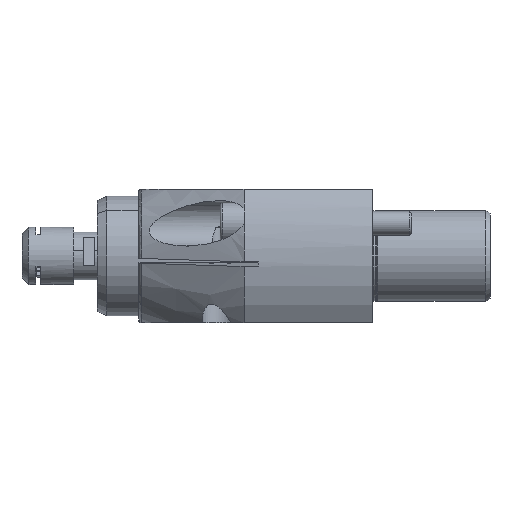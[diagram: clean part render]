
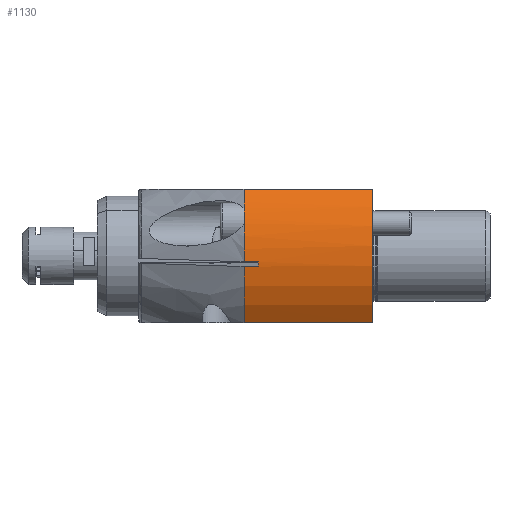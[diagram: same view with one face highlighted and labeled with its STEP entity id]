
A CAD part, front view. The second image highlights one B-rep face of the part: STEP entity #1130.
In plain terms, the highlighted cylindrical face has radius 24.5 mm (diameter 49 mm), a partial arc.
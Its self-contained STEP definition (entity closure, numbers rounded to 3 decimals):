
#208 = VERTEX_POINT ( 'NONE', #3307 ) ;
#242 = EDGE_CURVE ( 'NONE', #208, #280, #3517, .T. ) ;
#280 = VERTEX_POINT ( 'NONE', #3591 ) ;
#814 = VERTEX_POINT ( 'NONE', #4307 ) ;
#950 = EDGE_CURVE ( 'NONE', #814, #959, #4558, .T. ) ;
#959 = VERTEX_POINT ( 'NONE', #4566 ) ;
#1067 = ORIENTED_EDGE ( 'NONE', *, *, #1198, .T. ) ;
#1079 = ORIENTED_EDGE ( 'NONE', *, *, #1246, .T. ) ;
#1082 = VERTEX_POINT ( 'NONE', #4986 ) ;
#1086 = EDGE_CURVE ( 'NONE', #1082, #9992, #4909, .T. ) ;
#1090 = EDGE_CURVE ( 'NONE', #1237, #1188, #4965, .T. ) ;
#1096 = VERTEX_POINT ( 'NONE', #4978 ) ;
#1126 = ORIENTED_EDGE ( 'NONE', *, *, #1086, .T. ) ;
#1128 = ORIENTED_EDGE ( 'NONE', *, *, #1199, .F. ) ;
#1130 = ADVANCED_FACE ( 'NONE', ( #4958 ), #4957, .T. ) ;
#1134 = EDGE_CURVE ( 'NONE', #1096, #1082, #4954, .T. ) ;
#1137 = EDGE_LOOP ( 'NONE', ( #1128, #1140, #1067, #1195, #1126, #1139, #1217, #1212, #1079, #1259 ) ) ;
#1139 = ORIENTED_EDGE ( 'NONE', *, *, #1209, .T. ) ;
#1140 = ORIENTED_EDGE ( 'NONE', *, *, #950, .T. ) ;
#1144 = EDGE_CURVE ( 'NONE', #280, #1187, #4938, .T. ) ;
#1187 = VERTEX_POINT ( 'NONE', #5010 ) ;
#1188 = VERTEX_POINT ( 'NONE', #5065 ) ;
#1195 = ORIENTED_EDGE ( 'NONE', *, *, #1134, .T. ) ;
#1198 = EDGE_CURVE ( 'NONE', #959, #1096, #5055, .T. ) ;
#1199 = EDGE_CURVE ( 'NONE', #814, #1188, #5071, .T. ) ;
#1209 = EDGE_CURVE ( 'NONE', #9992, #1187, #5245, .T. ) ;
#1212 = ORIENTED_EDGE ( 'NONE', *, *, #242, .F. ) ;
#1217 = ORIENTED_EDGE ( 'NONE', *, *, #1144, .F. ) ;
#1237 = VERTEX_POINT ( 'NONE', #5196 ) ;
#1246 = EDGE_CURVE ( 'NONE', #208, #1237, #5281, .T. ) ;
#1259 = ORIENTED_EDGE ( 'NONE', *, *, #1090, .T. ) ;
#3307 = CARTESIAN_POINT ( 'NONE',  ( -48.5, -24.4, -2.207 ) ) ;
#3514 = DIRECTION ( 'NONE',  ( 0., 0., 1. ) ) ;
#3515 = DIRECTION ( 'NONE',  ( -1., 0., 0. ) ) ;
#3516 = AXIS2_PLACEMENT_3D ( 'NONE', #3521, #3515, #3514 ) ;
#3517 = CIRCLE ( 'NONE', #3516, 24.5 ) ;
#3521 = CARTESIAN_POINT ( 'NONE',  ( -48.5, 0., 0. ) ) ;
#3591 = CARTESIAN_POINT ( 'NONE',  ( -48.5, -24.47, -1.21 ) ) ;
#4307 = CARTESIAN_POINT ( 'NONE',  ( -24.7, -20.106, -14. ) ) ;
#4555 = DIRECTION ( 'NONE',  ( 0., 0., 1. ) ) ;
#4556 = DIRECTION ( 'NONE',  ( -1., 0., 0. ) ) ;
#4557 = AXIS2_PLACEMENT_3D ( 'NONE', #4565, #4556, #4555 ) ;
#4558 = CIRCLE ( 'NONE', #4557, 24.5 ) ;
#4565 = CARTESIAN_POINT ( 'NONE',  ( -24.7, 0., 0. ) ) ;
#4566 = CARTESIAN_POINT ( 'NONE',  ( -24.7, -20.106, 14. ) ) ;
#4903 = DIRECTION ( 'NONE',  ( -1., 0., 0. ) ) ;
#4904 = VECTOR ( 'NONE', #4903, 1000. ) ;
#4905 = CARTESIAN_POINT ( 'NONE',  ( -48.5, -24.47, -1.21 ) ) ;
#4909 = CIRCLE ( 'NONE', #4993, 24.5 ) ;
#4917 = DIRECTION ( 'NONE',  ( 0., 0., -1. ) ) ;
#4918 = AXIS2_PLACEMENT_3D ( 'NONE', #4979, #4935, #4917 ) ;
#4923 = DIRECTION ( 'NONE',  ( -1., 0., 0. ) ) ;
#4924 = CARTESIAN_POINT ( 'NONE',  ( -72.612, 0., 0. ) ) ;
#4935 = DIRECTION ( 'NONE',  ( 1., 0., 0. ) ) ;
#4938 = LINE ( 'NONE', #4905, #4904 ) ;
#4939 = CARTESIAN_POINT ( 'NONE',  ( -51.5, 0., 0. ) ) ;
#4952 = AXIS2_PLACEMENT_3D ( 'NONE', #4924, #4923, #4953 ) ;
#4953 = DIRECTION ( 'NONE',  ( 0., 0., 1. ) ) ;
#4954 = CIRCLE ( 'NONE', #4918, 24.5 ) ;
#4957 = CYLINDRICAL_SURFACE ( 'NONE', #4952, 24.5 ) ;
#4958 = FACE_OUTER_BOUND ( 'NONE', #1137, .T. ) ;
#4961 = DIRECTION ( 'NONE',  ( 0., 0., -1. ) ) ;
#4962 = DIRECTION ( 'NONE',  ( 1., 0., 0. ) ) ;
#4965 = CIRCLE ( 'NONE', #4969, 24.5 ) ;
#4969 = AXIS2_PLACEMENT_3D ( 'NONE', #4992, #4962, #4961 ) ;
#4970 = DIRECTION ( 'NONE',  ( 0., 0., -1. ) ) ;
#4971 = DIRECTION ( 'NONE',  ( 1., 0., 0. ) ) ;
#4978 = CARTESIAN_POINT ( 'NONE',  ( -51.5, -20.106, 14. ) ) ;
#4979 = CARTESIAN_POINT ( 'NONE',  ( -51.5, 0., 0. ) ) ;
#4986 = CARTESIAN_POINT ( 'NONE',  ( -51.5, -22.393, 9.94 ) ) ;
#4992 = CARTESIAN_POINT ( 'NONE',  ( -51.5, 0., 0. ) ) ;
#4993 = AXIS2_PLACEMENT_3D ( 'NONE', #4939, #4971, #4970 ) ;
#5010 = CARTESIAN_POINT ( 'NONE',  ( -51.5, -24.47, -1.21 ) ) ;
#5049 = DIRECTION ( 'NONE',  ( -1., 0., 0. ) ) ;
#5050 = VECTOR ( 'NONE', #5049, 1000. ) ;
#5051 = CARTESIAN_POINT ( 'NONE',  ( 0., -20.106, -14. ) ) ;
#5052 = DIRECTION ( 'NONE',  ( -1., 0., 0. ) ) ;
#5053 = VECTOR ( 'NONE', #5052, 1000. ) ;
#5054 = CARTESIAN_POINT ( 'NONE',  ( 0., -20.106, 14. ) ) ;
#5055 = LINE ( 'NONE', #5054, #5053 ) ;
#5065 = CARTESIAN_POINT ( 'NONE',  ( -51.5, -20.106, -14. ) ) ;
#5071 = LINE ( 'NONE', #5051, #5050 ) ;
#5078 = DIRECTION ( 'NONE',  ( 0., 0., -1. ) ) ;
#5079 = DIRECTION ( 'NONE',  ( 1., 0., 0. ) ) ;
#5080 = CARTESIAN_POINT ( 'NONE',  ( -51.5, 0., 0. ) ) ;
#5081 = AXIS2_PLACEMENT_3D ( 'NONE', #5080, #5079, #5078 ) ;
#5196 = CARTESIAN_POINT ( 'NONE',  ( -51.5, -24.4, -2.207 ) ) ;
#5245 = CIRCLE ( 'NONE', #5081, 24.5 ) ;
#5278 = DIRECTION ( 'NONE',  ( -1., 0., 0. ) ) ;
#5279 = VECTOR ( 'NONE', #5278, 1000. ) ;
#5280 = CARTESIAN_POINT ( 'NONE',  ( -48.5, -24.4, -2.207 ) ) ;
#5281 = LINE ( 'NONE', #5280, #5279 ) ;
#8974 = CARTESIAN_POINT ( 'NONE',  ( -51.5, -23.543, 6.779 ) ) ;
#9992 = VERTEX_POINT ( 'NONE', #8974 ) ;
